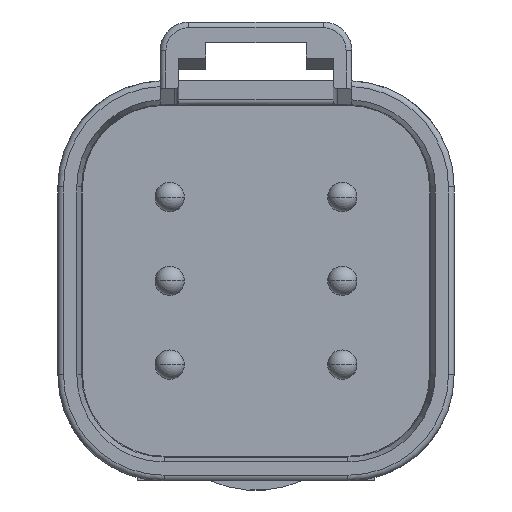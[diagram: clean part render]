
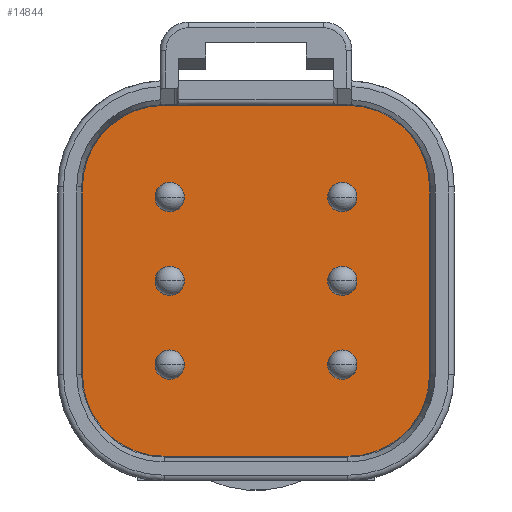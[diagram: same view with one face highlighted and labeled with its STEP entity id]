
A CAD part, front view. The second image highlights one B-rep face of the part: STEP entity #14844.
In plain terms, the highlighted planar face has unit normal (0, -1, 0).
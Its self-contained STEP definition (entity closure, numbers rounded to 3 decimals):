
#765=CARTESIAN_POINT('',(-4.85,18.,4.95));
#766=DIRECTION('',(0.,1.,0.));
#767=DIRECTION('',(-1.,0.,0.));
#768=AXIS2_PLACEMENT_3D('',#765,#766,#767);
#770=DIRECTION('',(1.,0.,0.));
#771=VECTOR('',#770,9.7);
#772=CARTESIAN_POINT('',(-4.85,18.,9.25));
#773=LINE('',#772,#771);
#774=CARTESIAN_POINT('',(4.85,18.,4.95));
#775=DIRECTION('',(0.,1.,0.));
#776=DIRECTION('',(0.,0.,1.));
#777=AXIS2_PLACEMENT_3D('',#774,#775,#776);
#779=DIRECTION('',(0.,0.,-1.));
#780=VECTOR('',#779,9.9);
#781=CARTESIAN_POINT('',(9.15,18.,4.95));
#782=LINE('',#781,#780);
#783=CARTESIAN_POINT('',(4.85,18.,-4.95));
#784=DIRECTION('',(0.,1.,0.));
#785=DIRECTION('',(1.,0.,0.));
#786=AXIS2_PLACEMENT_3D('',#783,#784,#785);
#788=DIRECTION('',(-1.,0.,0.));
#789=VECTOR('',#788,9.7);
#790=CARTESIAN_POINT('',(4.85,18.,-9.25));
#791=LINE('',#790,#789);
#792=CARTESIAN_POINT('',(-4.85,18.,-4.95));
#793=DIRECTION('',(0.,1.,0.));
#794=DIRECTION('',(0.,0.,-1.));
#795=AXIS2_PLACEMENT_3D('',#792,#793,#794);
#797=DIRECTION('',(0.,0.,1.));
#798=VECTOR('',#797,9.9);
#799=CARTESIAN_POINT('',(-9.15,18.,-4.95));
#800=LINE('',#799,#798);
#801=CARTESIAN_POINT('',(-4.55,18.,-4.42));
#802=DIRECTION('',(0.,-1.,0.));
#803=DIRECTION('',(-1.,0.,0.));
#804=AXIS2_PLACEMENT_3D('',#801,#802,#803);
#806=CARTESIAN_POINT('',(-4.55,18.,-4.42));
#807=DIRECTION('',(0.,-1.,0.));
#808=DIRECTION('',(1.,0.,0.));
#809=AXIS2_PLACEMENT_3D('',#806,#807,#808);
#811=CARTESIAN_POINT('',(4.55,18.,-4.42));
#812=DIRECTION('',(0.,-1.,0.));
#813=DIRECTION('',(-1.,0.,0.));
#814=AXIS2_PLACEMENT_3D('',#811,#812,#813);
#816=CARTESIAN_POINT('',(4.55,18.,-4.42));
#817=DIRECTION('',(0.,-1.,0.));
#818=DIRECTION('',(1.,0.,0.));
#819=AXIS2_PLACEMENT_3D('',#816,#817,#818);
#821=CARTESIAN_POINT('',(-4.55,18.,0.));
#822=DIRECTION('',(0.,-1.,0.));
#823=DIRECTION('',(1.,0.,0.));
#824=AXIS2_PLACEMENT_3D('',#821,#822,#823);
#826=CARTESIAN_POINT('',(-4.55,18.,0.));
#827=DIRECTION('',(0.,-1.,0.));
#828=DIRECTION('',(-1.,0.,0.));
#829=AXIS2_PLACEMENT_3D('',#826,#827,#828);
#831=CARTESIAN_POINT('',(4.55,18.,0.));
#832=DIRECTION('',(0.,-1.,0.));
#833=DIRECTION('',(1.,0.,0.));
#834=AXIS2_PLACEMENT_3D('',#831,#832,#833);
#836=CARTESIAN_POINT('',(4.55,18.,0.));
#837=DIRECTION('',(0.,-1.,0.));
#838=DIRECTION('',(-1.,0.,0.));
#839=AXIS2_PLACEMENT_3D('',#836,#837,#838);
#841=CARTESIAN_POINT('',(4.55,18.,4.42));
#842=DIRECTION('',(0.,-1.,0.));
#843=DIRECTION('',(1.,0.,0.));
#844=AXIS2_PLACEMENT_3D('',#841,#842,#843);
#846=CARTESIAN_POINT('',(4.55,18.,4.42));
#847=DIRECTION('',(0.,-1.,0.));
#848=DIRECTION('',(-1.,0.,0.));
#849=AXIS2_PLACEMENT_3D('',#846,#847,#848);
#851=CARTESIAN_POINT('',(-4.55,18.,4.42));
#852=DIRECTION('',(0.,-1.,0.));
#853=DIRECTION('',(-1.,0.,0.));
#854=AXIS2_PLACEMENT_3D('',#851,#852,#853);
#856=CARTESIAN_POINT('',(-4.55,18.,4.42));
#857=DIRECTION('',(0.,-1.,0.));
#858=DIRECTION('',(1.,0.,0.));
#859=AXIS2_PLACEMENT_3D('',#856,#857,#858);
#11193=CARTESIAN_POINT('',(9.15,18.,4.95));
#11194=VERTEX_POINT('',#11193);
#11195=CARTESIAN_POINT('',(4.85,18.,9.25));
#11196=VERTEX_POINT('',#11195);
#11203=CARTESIAN_POINT('',(9.15,18.,-4.95));
#11204=VERTEX_POINT('',#11203);
#11207=CARTESIAN_POINT('',(4.85,18.,-9.25));
#11208=VERTEX_POINT('',#11207);
#11215=CARTESIAN_POINT('',(-4.85,18.,-9.25));
#11216=VERTEX_POINT('',#11215);
#11219=CARTESIAN_POINT('',(-9.15,18.,-4.95));
#11220=VERTEX_POINT('',#11219);
#11227=CARTESIAN_POINT('',(-9.15,18.,4.95));
#11228=VERTEX_POINT('',#11227);
#11232=CARTESIAN_POINT('',(-4.85,18.,9.25));
#11233=VERTEX_POINT('',#11232);
#11256=CARTESIAN_POINT('',(-5.325,18.,-4.42));
#11257=CARTESIAN_POINT('',(-3.775,18.,-4.42));
#11258=VERTEX_POINT('',#11256);
#11259=VERTEX_POINT('',#11257);
#11260=CARTESIAN_POINT('',(3.775,18.,-4.42));
#11261=CARTESIAN_POINT('',(5.325,18.,-4.42));
#11262=VERTEX_POINT('',#11260);
#11263=VERTEX_POINT('',#11261);
#11264=CARTESIAN_POINT('',(-3.775,18.,0.));
#11265=CARTESIAN_POINT('',(-5.325,18.,0.));
#11266=VERTEX_POINT('',#11264);
#11267=VERTEX_POINT('',#11265);
#11268=CARTESIAN_POINT('',(5.325,18.,0.));
#11269=CARTESIAN_POINT('',(3.775,18.,0.));
#11270=VERTEX_POINT('',#11268);
#11271=VERTEX_POINT('',#11269);
#11272=CARTESIAN_POINT('',(5.325,18.,4.42));
#11273=CARTESIAN_POINT('',(3.775,18.,4.42));
#11274=VERTEX_POINT('',#11272);
#11275=VERTEX_POINT('',#11273);
#11276=CARTESIAN_POINT('',(-5.325,18.,4.42));
#11277=CARTESIAN_POINT('',(-3.775,18.,4.42));
#11278=VERTEX_POINT('',#11276);
#11279=VERTEX_POINT('',#11277);
#14793=CARTESIAN_POINT('',(0.,18.,0.));
#14794=DIRECTION('',(0.,-1.,0.));
#14795=DIRECTION('',(1.,0.,0.));
#14796=AXIS2_PLACEMENT_3D('',#14793,#14794,#14795);
#14797=PLANE('',#14796);
#14798=ORIENTED_EDGE('',*,*,#14622,.T.);
#14799=ORIENTED_EDGE('',*,*,#14742,.T.);
#14800=ORIENTED_EDGE('',*,*,#14366,.T.);
#14801=ORIENTED_EDGE('',*,*,#14437,.T.);
#14802=ORIENTED_EDGE('',*,*,#14452,.T.);
#14803=ORIENTED_EDGE('',*,*,#14521,.T.);
#14804=ORIENTED_EDGE('',*,*,#14536,.T.);
#14805=ORIENTED_EDGE('',*,*,#14605,.T.);
#14806=EDGE_LOOP('',(#14798,#14799,#14800,#14801,#14802,#14803,#14804,#14805));
#14807=FACE_OUTER_BOUND('',#14806,.F.);
#14809=ORIENTED_EDGE('',*,*,#14808,.T.);
#14811=ORIENTED_EDGE('',*,*,#14810,.T.);
#14812=EDGE_LOOP('',(#14809,#14811));
#14813=FACE_BOUND('',#14812,.F.);
#14815=ORIENTED_EDGE('',*,*,#14814,.T.);
#14817=ORIENTED_EDGE('',*,*,#14816,.T.);
#14818=EDGE_LOOP('',(#14815,#14817));
#14819=FACE_BOUND('',#14818,.F.);
#14821=ORIENTED_EDGE('',*,*,#14820,.T.);
#14823=ORIENTED_EDGE('',*,*,#14822,.T.);
#14824=EDGE_LOOP('',(#14821,#14823));
#14825=FACE_BOUND('',#14824,.F.);
#14827=ORIENTED_EDGE('',*,*,#14826,.T.);
#14829=ORIENTED_EDGE('',*,*,#14828,.T.);
#14830=EDGE_LOOP('',(#14827,#14829));
#14831=FACE_BOUND('',#14830,.F.);
#14833=ORIENTED_EDGE('',*,*,#14832,.T.);
#14835=ORIENTED_EDGE('',*,*,#14834,.T.);
#14836=EDGE_LOOP('',(#14833,#14835));
#14837=FACE_BOUND('',#14836,.F.);
#14839=ORIENTED_EDGE('',*,*,#14838,.T.);
#14841=ORIENTED_EDGE('',*,*,#14840,.T.);
#14842=EDGE_LOOP('',(#14839,#14841));
#14843=FACE_BOUND('',#14842,.F.);
#14844=ADVANCED_FACE('',(#14807,#14813,#14819,#14825,#14831,#14837,#14843),
#14797,.T.);
#769=CIRCLE('',#768,4.3);
#778=CIRCLE('',#777,4.3);
#787=CIRCLE('',#786,4.3);
#796=CIRCLE('',#795,4.3);
#805=CIRCLE('',#804,0.775);
#810=CIRCLE('',#809,0.775);
#815=CIRCLE('',#814,0.775);
#820=CIRCLE('',#819,0.775);
#825=CIRCLE('',#824,0.775);
#830=CIRCLE('',#829,0.775);
#835=CIRCLE('',#834,0.775);
#840=CIRCLE('',#839,0.775);
#845=CIRCLE('',#844,0.775);
#850=CIRCLE('',#849,0.775);
#855=CIRCLE('',#854,0.775);
#860=CIRCLE('',#859,0.775);
#14366=EDGE_CURVE('',#11196,#11194,#778,.T.);
#14437=EDGE_CURVE('',#11194,#11204,#782,.T.);
#14452=EDGE_CURVE('',#11204,#11208,#787,.T.);
#14521=EDGE_CURVE('',#11208,#11216,#791,.T.);
#14536=EDGE_CURVE('',#11216,#11220,#796,.T.);
#14605=EDGE_CURVE('',#11220,#11228,#800,.T.);
#14622=EDGE_CURVE('',#11228,#11233,#769,.T.);
#14742=EDGE_CURVE('',#11233,#11196,#773,.T.);
#14808=EDGE_CURVE('',#11258,#11259,#805,.T.);
#14810=EDGE_CURVE('',#11259,#11258,#810,.T.);
#14814=EDGE_CURVE('',#11262,#11263,#815,.T.);
#14816=EDGE_CURVE('',#11263,#11262,#820,.T.);
#14820=EDGE_CURVE('',#11266,#11267,#825,.T.);
#14822=EDGE_CURVE('',#11267,#11266,#830,.T.);
#14826=EDGE_CURVE('',#11270,#11271,#835,.T.);
#14828=EDGE_CURVE('',#11271,#11270,#840,.T.);
#14832=EDGE_CURVE('',#11274,#11275,#845,.T.);
#14834=EDGE_CURVE('',#11275,#11274,#850,.T.);
#14838=EDGE_CURVE('',#11278,#11279,#855,.T.);
#14840=EDGE_CURVE('',#11279,#11278,#860,.T.);
